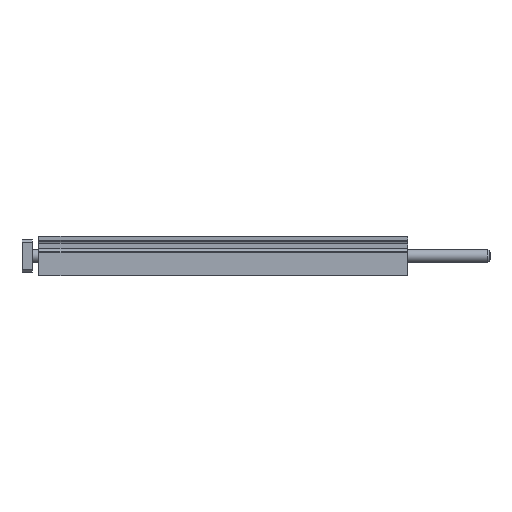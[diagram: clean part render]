
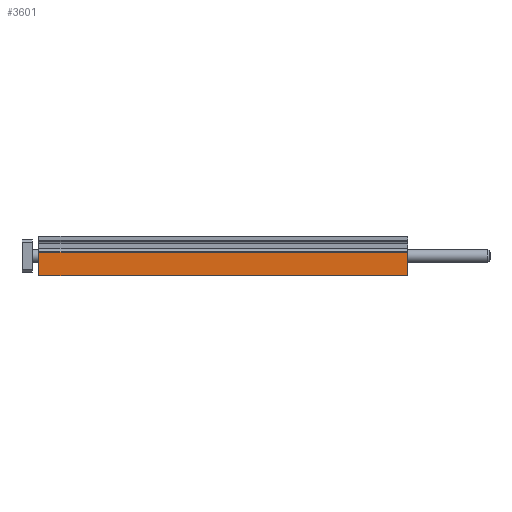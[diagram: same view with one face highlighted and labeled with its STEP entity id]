
A CAD part, front view. The second image highlights one B-rep face of the part: STEP entity #3601.
In plain terms, the highlighted planar face has unit normal (0, -1, 0).
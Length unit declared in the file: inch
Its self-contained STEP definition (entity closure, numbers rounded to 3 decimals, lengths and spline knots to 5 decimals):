
#123 = CARTESIAN_POINT ( 'NONE',  ( 11.14173, -1.33858, 0.11811 ) ) ;
#240 = AXIS2_PLACEMENT_3D ( 'NONE', #8663, #5490, #1394 ) ;
#268 = LINE ( 'NONE', #1851, #7198 ) ;
#714 = VECTOR ( 'NONE', #2442, 39.37008 ) ;
#1394 = DIRECTION ( 'NONE',  ( 1., 0., 0. ) ) ;
#1424 = ORIENTED_EDGE ( 'NONE', *, *, #10404, .T. ) ;
#1443 = CARTESIAN_POINT ( 'NONE',  ( 0., -1.33858, 0.11811 ) ) ;
#1551 = CARTESIAN_POINT ( 'NONE',  ( 11.14173, -1.33858, 0.11811 ) ) ;
#1657 = LINE ( 'NONE', #1551, #714 ) ;
#1695 = VERTEX_POINT ( 'NONE', #7530 ) ;
#1851 = CARTESIAN_POINT ( 'NONE',  ( 11.14173, -1.33858, -0.59055 ) ) ;
#2442 = DIRECTION ( 'NONE',  ( 0., 0., -1. ) ) ;
#2445 = CARTESIAN_POINT ( 'NONE',  ( 11.14173, -1.33858, 0.11811 ) ) ;
#2850 = ORIENTED_EDGE ( 'NONE', *, *, #8088, .T. ) ;
#3122 = VECTOR ( 'NONE', #4690, 39.37008 ) ;
#3334 = VERTEX_POINT ( 'NONE', #2445 ) ;
#3355 = DIRECTION ( 'NONE',  ( -1., 0., 0. ) ) ;
#3601 = ADVANCED_FACE ( 'NONE', ( #10295 ), #10131, .F. ) ;
#4690 = DIRECTION ( 'NONE',  ( 0., 0., -1. ) ) ;
#4746 = VECTOR ( 'NONE', #3355, 39.37008 ) ;
#5490 = DIRECTION ( 'NONE',  ( 0., 1., 0. ) ) ;
#5648 = CARTESIAN_POINT ( 'NONE',  ( 0., -1.33858, 0.11811 ) ) ;
#5704 = EDGE_CURVE ( 'NONE', #3334, #5708, #1657, .T. ) ;
#5708 = VERTEX_POINT ( 'NONE', #8777 ) ;
#5787 = DIRECTION ( 'NONE',  ( -1., 0., 0. ) ) ;
#7159 = VERTEX_POINT ( 'NONE', #5648 ) ;
#7198 = VECTOR ( 'NONE', #5787, 39.37008 ) ;
#7530 = CARTESIAN_POINT ( 'NONE',  ( 0., -1.33858, -0.59055 ) ) ;
#7793 = EDGE_LOOP ( 'NONE', ( #1424, #9512, #9802, #2850 ) ) ;
#8088 = EDGE_CURVE ( 'NONE', #3334, #7159, #9782, .T. ) ;
#8663 = CARTESIAN_POINT ( 'NONE',  ( 11.14173, -1.33858, 0.11811 ) ) ;
#8763 = LINE ( 'NONE', #1443, #3122 ) ;
#8777 = CARTESIAN_POINT ( 'NONE',  ( 11.14173, -1.33858, -0.59055 ) ) ;
#9512 = ORIENTED_EDGE ( 'NONE', *, *, #10478, .F. ) ;
#9782 = LINE ( 'NONE', #123, #4746 ) ;
#9802 = ORIENTED_EDGE ( 'NONE', *, *, #5704, .F. ) ;
#10131 = PLANE ( 'NONE',  #240 ) ;
#10295 = FACE_OUTER_BOUND ( 'NONE', #7793, .T. ) ;
#10404 = EDGE_CURVE ( 'NONE', #7159, #1695, #8763, .T. ) ;
#10478 = EDGE_CURVE ( 'NONE', #5708, #1695, #268, .T. ) ;
